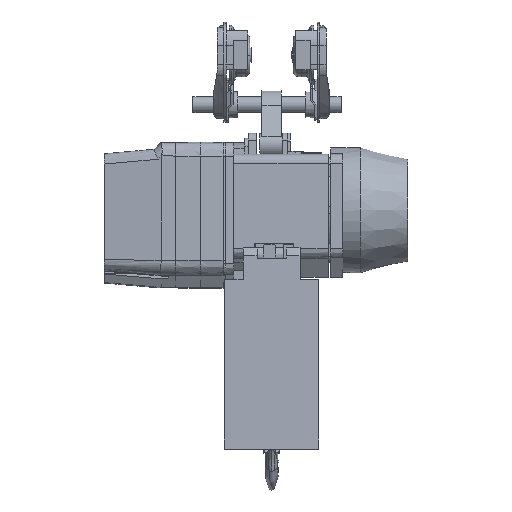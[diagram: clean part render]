
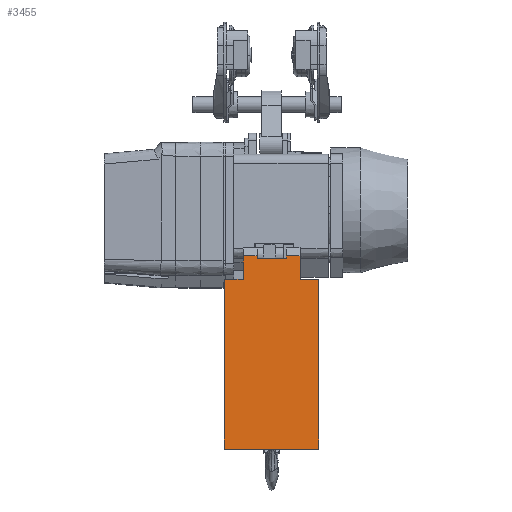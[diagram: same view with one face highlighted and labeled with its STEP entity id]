
A CAD part, left-side view. The second image highlights one B-rep face of the part: STEP entity #3455.
In plain terms, the highlighted face is planar.
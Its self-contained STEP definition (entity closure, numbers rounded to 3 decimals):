
#3455=ADVANCED_FACE('',(#6922),#6923,.T.);
#6922=FACE_OUTER_BOUND('',#17218,.T.);
#6923=PLANE('',#17219);
#17218=EDGE_LOOP('',(#27649,#27650,#27651,#27652,#27653,#27654,#27655,#27656,#27657,#27658,#27659,#27660));
#17219=AXIS2_PLACEMENT_3D('',#27661,#27662,#27663);
#27649=ORIENTED_EDGE('',*,*,#32352,.F.);
#27650=ORIENTED_EDGE('',*,*,#32323,.F.);
#27651=ORIENTED_EDGE('',*,*,#30893,.T.);
#27652=ORIENTED_EDGE('',*,*,#33342,.T.);
#27653=ORIENTED_EDGE('',*,*,#34008,.F.);
#27654=ORIENTED_EDGE('',*,*,#31074,.F.);
#27655=ORIENTED_EDGE('',*,*,#31903,.F.);
#27656=ORIENTED_EDGE('',*,*,#34009,.T.);
#27657=ORIENTED_EDGE('',*,*,#33488,.T.);
#27658=ORIENTED_EDGE('',*,*,#34010,.F.);
#27659=ORIENTED_EDGE('',*,*,#33253,.F.);
#27660=ORIENTED_EDGE('',*,*,#34011,.T.);
#27661=CARTESIAN_POINT('',(78.891,-311.4,-65.));
#27662=DIRECTION('',(0.999,0.052,0.));
#27663=DIRECTION('',(-0.052,0.999,0.));
#30893=EDGE_CURVE('',#35164,#35165,#35166,.T.);
#31074=EDGE_CURVE('',#35481,#35484,#35485,.T.);
#31903=EDGE_CURVE('',#36894,#35481,#36895,.T.);
#32323=EDGE_CURVE('',#35164,#37558,#37559,.T.);
#32352=EDGE_CURVE('',#37558,#37605,#37606,.T.);
#33253=EDGE_CURVE('',#38951,#38952,#38953,.T.);
#33342=EDGE_CURVE('',#35165,#39073,#39075,.T.);
#33488=EDGE_CURVE('',#39261,#39259,#39262,.T.);
#34008=EDGE_CURVE('',#35484,#39073,#39921,.T.);
#34009=EDGE_CURVE('',#36894,#39261,#39922,.T.);
#34010=EDGE_CURVE('',#38952,#39259,#39923,.T.);
#34011=EDGE_CURVE('',#38951,#37605,#39924,.T.);
#35164=VERTEX_POINT('',#41568);
#35165=VERTEX_POINT('',#41569);
#35166=LINE('',#41570,#41571);
#35481=VERTEX_POINT('',#42087);
#35484=VERTEX_POINT('',#42091);
#35485=LINE('',#42092,#42093);
#36894=VERTEX_POINT('',#44639);
#36895=LINE('',#44640,#44641);
#37558=VERTEX_POINT('',#45952);
#37559=LINE('',#45953,#45954);
#37605=VERTEX_POINT('',#46066);
#37606=LINE('',#46067,#46068);
#38951=VERTEX_POINT('',#48737);
#38952=VERTEX_POINT('',#48738);
#38953=LINE('',#48739,#48740);
#39073=VERTEX_POINT('',#48925);
#39075=LINE('',#48928,#48929);
#39259=VERTEX_POINT('',#49237);
#39261=VERTEX_POINT('',#49240);
#39262=LINE('',#49241,#49242);
#39921=LINE('',#50485,#50486);
#39922=LINE('',#50487,#50488);
#39923=LINE('',#50489,#50490);
#39924=LINE('',#50491,#50492);
#41568=CARTESIAN_POINT('',(64.975,-45.875,-39.));
#41569=CARTESIAN_POINT('',(64.975,-45.875,-20.));
#41570=CARTESIAN_POINT('',(64.975,-45.875,-39.));
#41571=VECTOR('',#51986,1.);
#42087=CARTESIAN_POINT('',(64.975,-45.875,20.));
#42091=CARTESIAN_POINT('',(65.186,-49.9,20.));
#42092=CARTESIAN_POINT('',(64.975,-45.875,20.));
#42093=VECTOR('',#52173,1.);
#44639=CARTESIAN_POINT('',(64.975,-45.875,39.));
#44640=CARTESIAN_POINT('',(64.975,-45.875,39.));
#44641=VECTOR('',#53215,1.);
#45952=CARTESIAN_POINT('',(66.654,-77.9,-39.));
#45953=CARTESIAN_POINT('',(64.975,-45.875,-39.));
#45954=VECTOR('',#53651,1.);
#46066=CARTESIAN_POINT('',(66.654,-77.9,-65.));
#46067=CARTESIAN_POINT('',(66.654,-77.9,-39.));
#46068=VECTOR('',#53681,1.);
#48737=CARTESIAN_POINT('',(78.891,-311.4,-65.));
#48738=CARTESIAN_POINT('',(78.891,-311.4,65.));
#48739=CARTESIAN_POINT('',(78.891,-311.4,-65.));
#48740=VECTOR('',#54664,1.);
#48925=CARTESIAN_POINT('',(65.186,-49.9,-20.));
#48928=CARTESIAN_POINT('',(64.975,-45.875,-20.));
#48929=VECTOR('',#54786,1.);
#49237=CARTESIAN_POINT('',(66.654,-77.9,65.));
#49240=CARTESIAN_POINT('',(66.654,-77.9,39.));
#49241=CARTESIAN_POINT('',(66.654,-77.9,39.));
#49242=VECTOR('',#54926,1.);
#50485=CARTESIAN_POINT('',(65.186,-49.9,20.));
#50486=VECTOR('',#55444,1.);
#50487=CARTESIAN_POINT('',(64.975,-45.875,39.));
#50488=VECTOR('',#55445,1.);
#50489=CARTESIAN_POINT('',(78.891,-311.4,65.));
#50490=VECTOR('',#55446,1.);
#50491=CARTESIAN_POINT('',(78.891,-311.4,-65.));
#50492=VECTOR('',#55447,1.);
#51986=DIRECTION('',(0.,0.,1.));
#52173=DIRECTION('',(0.052,-0.999,0.));
#53215=DIRECTION('',(0.,0.,-1.));
#53651=DIRECTION('',(0.052,-0.999,0.));
#53681=DIRECTION('',(0.,0.,-1.));
#54664=DIRECTION('',(0.,0.,1.));
#54786=DIRECTION('',(0.052,-0.999,0.));
#54926=DIRECTION('',(0.,0.,1.));
#55444=DIRECTION('',(0.,0.,-1.));
#55445=DIRECTION('',(0.052,-0.999,0.));
#55446=DIRECTION('',(-0.052,0.999,0.));
#55447=DIRECTION('',(-0.052,0.999,0.));
